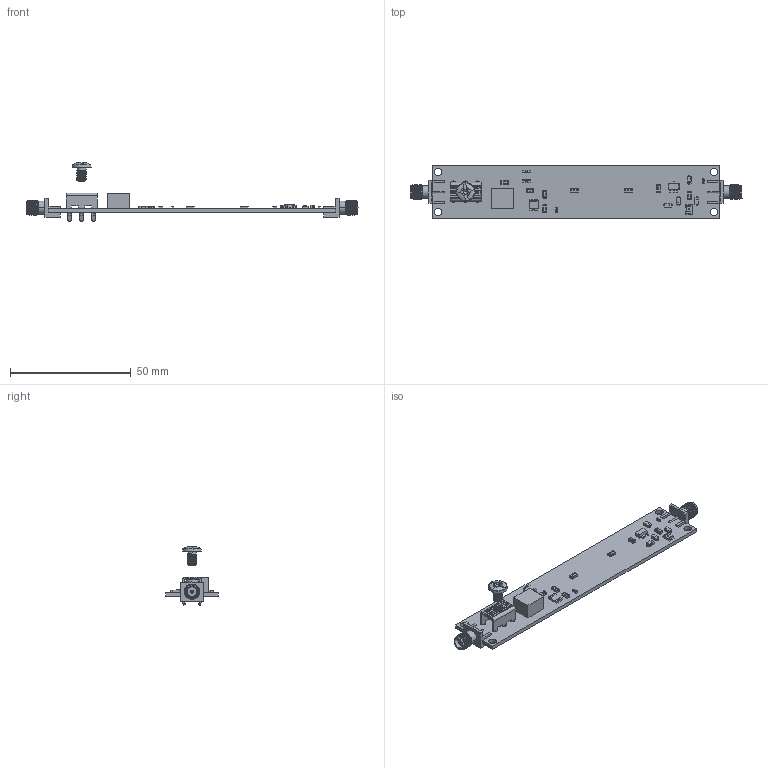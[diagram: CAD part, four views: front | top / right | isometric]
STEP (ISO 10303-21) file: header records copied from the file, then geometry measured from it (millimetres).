
FILE_DESCRIPTION(('Open CASCADE Model'),'2;1');
FILE_NAME('Open CASCADE Shape Model','2021-10-19T06:11:18',('Author'),( 'Open CASCADE'),'Open CASCADE STEP processor 6.8','Open CASCADE 6.8' ,'Unknown');
FILE_SCHEMA(('AUTOMOTIVE_DESIGN { 1 0 10303 214 1 1 1 1 }'));
Length unit declared in the file: millimetre
Products named in the file (38): PCB; Board; Open CASCADE STEP translator 6.8 1.1.1; J2; 732511150_RGB16777215; J1; M1; keystone-PN7799_RGB0; GAP1; CG75MS_RGB16777215; Body; Pins; R1; User_Library-1206_SMD_Resistor; L1; User_Library-Fuse_1812; C2; L2; RV1; 0603(1608M)_Cap; R4; C4; R3; R6; C3; L; User_Library-DF782; D2; CircuitWorks-SOD123; R5; D3; C5; User_Library-cap1210; User_Library-cap1210_pad_1210___; User_Library-cap1210_cap1210_body___; D4; D1; RV2
Assembly tree (50 placements, depth 4):
  PCB
    Board
      Open CASCADE STEP translator 6.8 1.1.1
    J2
      732511150_RGB16777215
    J1
      732511150_RGB16777215
    M1
      keystone-PN7799_RGB0
    GAP1
      CG75MS_RGB16777215
        Body
        Pins
    R1
      User_Library-1206_SMD_Resistor
    L1
      User_Library-Fuse_1812
    C2
      User_Library-1206_SMD_Resistor
    L2
      User_Library-Fuse_1812
    RV1
      0603(1608M)_Cap
    R4
      User_Library-1206_SMD_Resistor
    C4
      User_Library-1206_SMD_Resistor
    R3
      User_Library-1206_SMD_Resistor
    R6
      User_Library-1206_SMD_Resistor
    C3
      User_Library-1206_SMD_Resistor
    L
      User_Library-DF782
    D2
      CircuitWorks-SOD123
    R5
      User_Library-1206_SMD_Resistor
    D3
      CircuitWorks-SOD123
    C5
      User_Library-cap1210
        User_Library-cap1210_pad_1210___
        User_Library-cap1210_cap1210_body___
    D4
      CircuitWorks-SOD123
    D1
      CircuitWorks-SOD123
    RV2
      0603(1608M)_Cap
Bounding box: 137.67 x 21.59 x 24.22 mm (x, y, z)
Volume: 5700.1 mm3; surface area: 8614.9 mm2
Topology: 32 solids, 40 shells, 1795 faces, 4476 edges, 2744 vertices
Faces by surface type: plane 785, bspline 449, cylinder 427, sphere 72, cone 45, torus 13, revolution 4
Full cylindrical faces by diameter (mm): 0.5 x4, 1.93 x6, 3.175 x4
Entity records: 37988 total; most frequent: CARTESIAN_POINT 14789, ORIENTED_EDGE 3762, DIRECTION 3132, EDGE_CURVE 1881, VERTEX_POINT 1192, LINE 1104, VECTOR 1104, AXIS2_PLACEMENT_3D 1012
